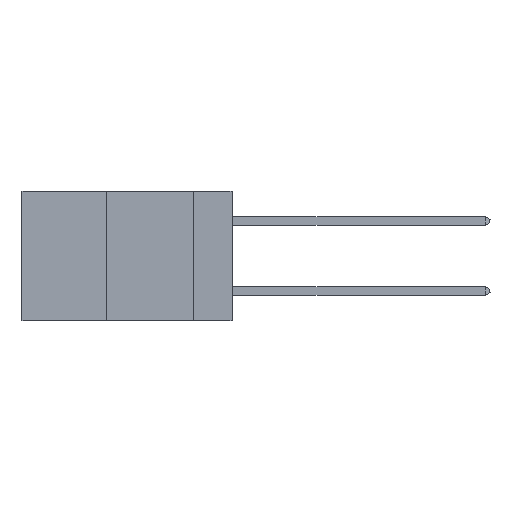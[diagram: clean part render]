
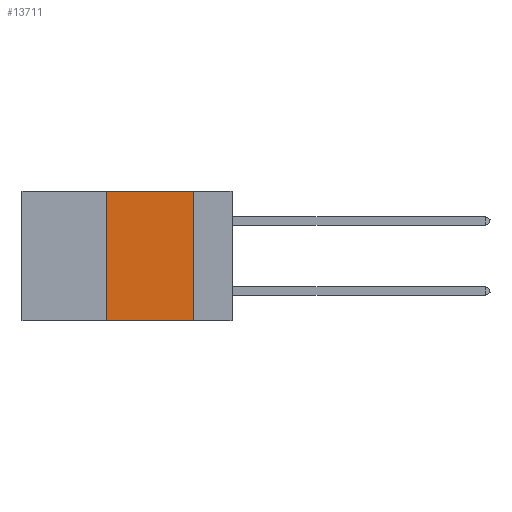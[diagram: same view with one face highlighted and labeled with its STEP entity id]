
A CAD part, left-side view. The second image highlights one B-rep face of the part: STEP entity #13711.
In plain terms, the highlighted planar face has unit normal (-1, 0, 0).
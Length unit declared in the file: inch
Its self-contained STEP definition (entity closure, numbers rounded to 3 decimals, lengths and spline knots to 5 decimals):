
#320 = CARTESIAN_POINT ( 'NONE',  ( 0., 0.6, -0.37 ) ) ;
#1091 = CARTESIAN_POINT ( 'NONE',  ( 0., 0.11, -0.37 ) ) ;
#1227 = CARTESIAN_POINT ( 'NONE',  ( 0., 0.36, -0.37 ) ) ;
#1370 = VECTOR ( 'NONE', #17352, 39.37008 ) ;
#1443 = EDGE_CURVE ( 'NONE', #5654, #5036, #12106, .T. ) ;
#1562 = EDGE_LOOP ( 'NONE', ( #19063, #1592, #10728, #15724 ) ) ;
#1592 = ORIENTED_EDGE ( 'NONE', *, *, #1443, .F. ) ;
#1662 = DIRECTION ( 'NONE',  ( 0., 0., -1. ) ) ;
#2199 = DIRECTION ( 'NONE',  ( 0., -1., 0. ) ) ;
#2687 = EDGE_CURVE ( 'NONE', #9521, #5654, #6528, .T. ) ;
#2748 = FACE_OUTER_BOUND ( 'NONE', #1562, .T. ) ;
#5036 = VERTEX_POINT ( 'NONE', #13530 ) ;
#5225 = CARTESIAN_POINT ( 'NONE',  ( 0., 0.36, 0. ) ) ;
#5654 = VERTEX_POINT ( 'NONE', #13370 ) ;
#6528 = LINE ( 'NONE', #5225, #1370 ) ;
#6808 = PLANE ( 'NONE',  #21075 ) ;
#7713 = EDGE_CURVE ( 'NONE', #5036, #8789, #15546, .T. ) ;
#8789 = VERTEX_POINT ( 'NONE', #1091 ) ;
#9096 = CARTESIAN_POINT ( 'NONE',  ( 0., 0.6, 0. ) ) ;
#9108 = VECTOR ( 'NONE', #10697, 39.37008 ) ;
#9521 = VERTEX_POINT ( 'NONE', #1227 ) ;
#9649 = LINE ( 'NONE', #320, #9108 ) ;
#10396 = DIRECTION ( 'NONE',  ( 0., 0., -1. ) ) ;
#10697 = DIRECTION ( 'NONE',  ( 0., -1., 0. ) ) ;
#10728 = ORIENTED_EDGE ( 'NONE', *, *, #2687, .F. ) ;
#11601 = VECTOR ( 'NONE', #2199, 39.37008 ) ;
#11919 = DIRECTION ( 'NONE',  ( 1., 0., 0. ) ) ;
#12106 = LINE ( 'NONE', #9096, #11601 ) ;
#13370 = CARTESIAN_POINT ( 'NONE',  ( 0., 0.36, 0. ) ) ;
#13530 = CARTESIAN_POINT ( 'NONE',  ( 0., 0.11, 0. ) ) ;
#13711 = ADVANCED_FACE ( 'NONE', ( #2748 ), #6808, .F. ) ;
#15546 = LINE ( 'NONE', #18708, #19407 ) ;
#15724 = ORIENTED_EDGE ( 'NONE', *, *, #21131, .T. ) ;
#17352 = DIRECTION ( 'NONE',  ( 0., 0., 1. ) ) ;
#18708 = CARTESIAN_POINT ( 'NONE',  ( 0., 0.11, 0. ) ) ;
#19063 = ORIENTED_EDGE ( 'NONE', *, *, #7713, .F. ) ;
#19407 = VECTOR ( 'NONE', #10396, 39.37008 ) ;
#21075 = AXIS2_PLACEMENT_3D ( 'NONE', #21828, #11919, #1662 ) ;
#21131 = EDGE_CURVE ( 'NONE', #9521, #8789, #9649, .T. ) ;
#21828 = CARTESIAN_POINT ( 'NONE',  ( 0., 0.6, 0. ) ) ;
